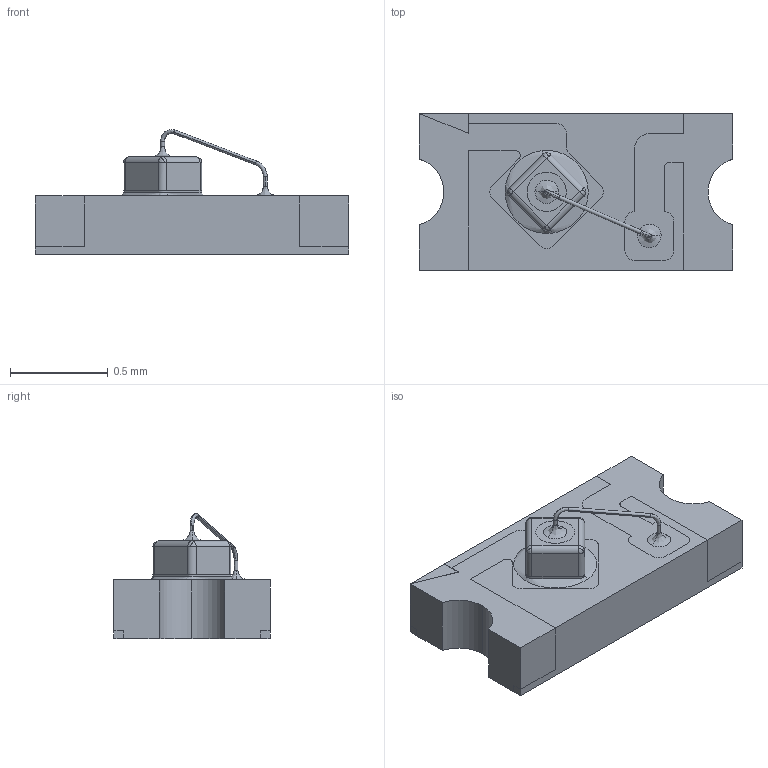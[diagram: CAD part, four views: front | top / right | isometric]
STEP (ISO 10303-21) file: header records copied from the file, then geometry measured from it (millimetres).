
FILE_DESCRIPTION (( 'STEP AP214' ), '1' );
FILE_NAME ('User Library-Wurth Elektronik WL-SMCW 0603 (1608) LED Base (Separate Lens).STEP', '2022-04-02T23:48:25', ( '' ), ( '' ), 'SwSTEP 2.0', 'SolidWorks 2021', '' );
FILE_SCHEMA (( 'AUTOMOTIVE_DESIGN' ));
Length unit declared in the file: centimetre
Products named in the file (1): User Library-Wurth Elektronik WL-SMCW 0603 (1608) LED Base (Separate Lens)
Bounding box: 1.6 x 0.8 x 0.64 mm (x, y, z)
Volume: 0.4 mm3; surface area: 7.4 mm2
Topology: 6 solids, 6 shells, 185 faces, 491 edges, 314 vertices
Faces by surface type: plane 109, cylinder 58, bspline 18
Entity records: 6607 total; most frequent: CARTESIAN_POINT 1914, ORIENTED_EDGE 966, DIRECTION 939, EDGE_CURVE 483, LINE 319, VECTOR 319, VERTEX_POINT 314, AXIS2_PLACEMENT_3D 310
